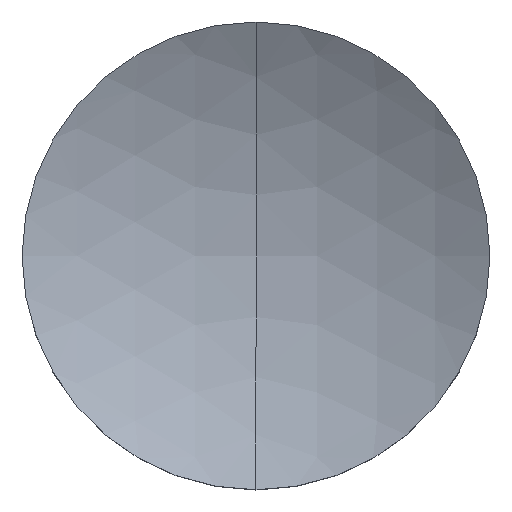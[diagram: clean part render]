
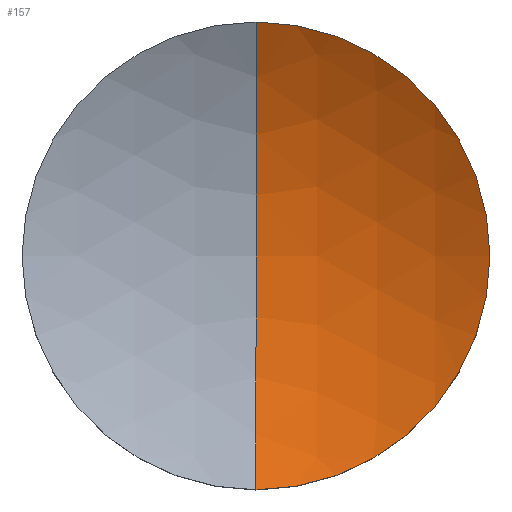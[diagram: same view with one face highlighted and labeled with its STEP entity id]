
A CAD part, top view. The second image highlights one B-rep face of the part: STEP entity #157.
In plain terms, the highlighted spherical face has radius 25.73 mm.
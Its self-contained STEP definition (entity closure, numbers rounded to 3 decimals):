
#21 = DIRECTION ( 'NONE',  ( 0., 1., 0. ) ) ;
#22 = DIRECTION ( 'NONE',  ( -1., 0., 0. ) ) ;
#23 = DIRECTION ( 'NONE',  ( 0., -1., 0. ) ) ;
#24 = AXIS2_PLACEMENT_3D ( 'NONE', #26, #27, #23 ) ;
#25 = CIRCLE ( 'NONE', #24, 25.73 ) ;
#26 = CARTESIAN_POINT ( 'NONE',  ( 0., 0., 25.804 ) ) ;
#27 = DIRECTION ( 'NONE',  ( -1., 0., 0. ) ) ;
#29 = CARTESIAN_POINT ( 'NONE',  ( 0., 0., 0.074 ) ) ;
#30 = DIRECTION ( 'NONE',  ( 0., 0., -1. ) ) ;
#31 = DIRECTION ( 'NONE',  ( 1., 0., 0. ) ) ;
#32 = CARTESIAN_POINT ( 'NONE',  ( 0., 0., 25.804 ) ) ;
#33 = CIRCLE ( 'NONE', #35, 25.73 ) ;
#35 = AXIS2_PLACEMENT_3D ( 'NONE', #32, #31, #30 ) ;
#36 = CARTESIAN_POINT ( 'NONE',  ( 0., -12.7, 3.426 ) ) ;
#68 = CARTESIAN_POINT ( 'NONE',  ( 0., 0., 3.426 ) ) ;
#69 = AXIS2_PLACEMENT_3D ( 'NONE', #68, #98, #97 ) ;
#90 = CIRCLE ( 'NONE', #69, 12.7 ) ;
#97 = DIRECTION ( 'NONE',  ( 1., 0., 0. ) ) ;
#98 = DIRECTION ( 'NONE',  ( 0., 0., 1. ) ) ;
#113 = CARTESIAN_POINT ( 'NONE',  ( 0., 0., 25.804 ) ) ;
#114 = AXIS2_PLACEMENT_3D ( 'NONE', #113, #22, #21 ) ;
#117 = SPHERICAL_SURFACE ( 'NONE', #114, 25.73 ) ;
#132 = FACE_OUTER_BOUND ( 'NONE', #158, .T. ) ;
#138 = CARTESIAN_POINT ( 'NONE',  ( 12.7, 0., 3.426 ) ) ;
#139 = DIRECTION ( 'NONE',  ( 1., 0., 0. ) ) ;
#140 = DIRECTION ( 'NONE',  ( 0., 0., 1. ) ) ;
#141 = CARTESIAN_POINT ( 'NONE',  ( 0., 0., 3.426 ) ) ;
#142 = AXIS2_PLACEMENT_3D ( 'NONE', #141, #140, #139 ) ;
#143 = CIRCLE ( 'NONE', #142, 12.7 ) ;
#144 = CARTESIAN_POINT ( 'NONE',  ( 0., 12.7, 3.426 ) ) ;
#151 = VERTEX_POINT ( 'NONE', #144 ) ;
#153 = EDGE_CURVE ( 'NONE', #154, #151, #143, .T. ) ;
#154 = VERTEX_POINT ( 'NONE', #138 ) ;
#157 = ADVANCED_FACE ( 'NONE', ( #132 ), #117, .F. ) ;
#158 = EDGE_LOOP ( 'NONE', ( #159, #162, #191, #193 ) ) ;
#159 = ORIENTED_EDGE ( 'NONE', *, *, #160, .F. ) ;
#160 = EDGE_CURVE ( 'NONE', #161, #151, #33, .T. ) ;
#161 = VERTEX_POINT ( 'NONE', #29 ) ;
#162 = ORIENTED_EDGE ( 'NONE', *, *, #163, .T. ) ;
#163 = EDGE_CURVE ( 'NONE', #161, #164, #25, .T. ) ;
#164 = VERTEX_POINT ( 'NONE', #36 ) ;
#191 = ORIENTED_EDGE ( 'NONE', *, *, #192, .T. ) ;
#192 = EDGE_CURVE ( 'NONE', #164, #154, #90, .T. ) ;
#193 = ORIENTED_EDGE ( 'NONE', *, *, #153, .T. ) ;
